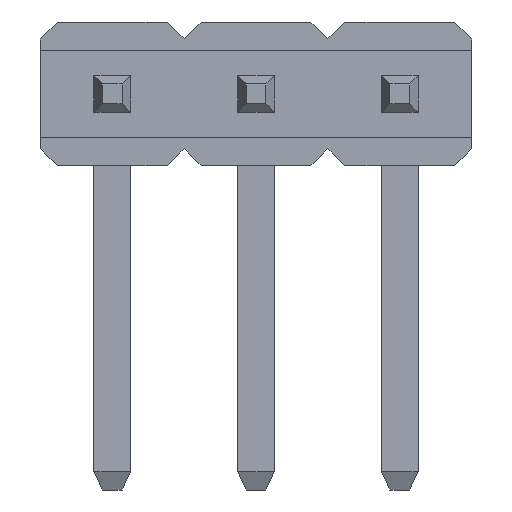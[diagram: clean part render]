
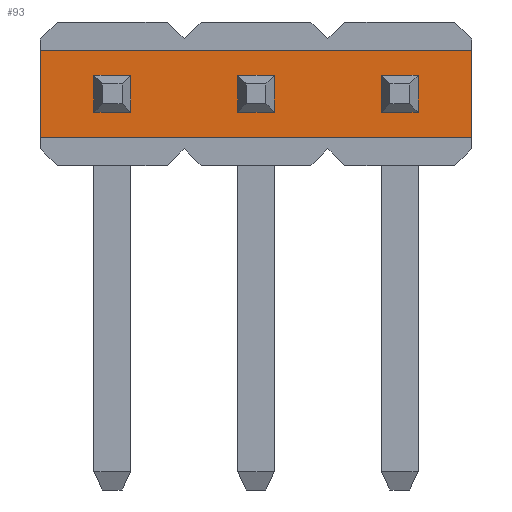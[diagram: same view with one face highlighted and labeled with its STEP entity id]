
A CAD part, front view. The second image highlights one B-rep face of the part: STEP entity #93.
In plain terms, the highlighted planar face has unit normal (0, -1, 0).
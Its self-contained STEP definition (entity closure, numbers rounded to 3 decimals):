
#7 = VERTEX_POINT ( 'NONE', #910 ) ;
#8 = VERTEX_POINT ( 'NONE', #909 ) ;
#9 = ORIENTED_EDGE ( 'NONE', *, *, #22, .F. ) ;
#10 = ORIENTED_EDGE ( 'NONE', *, *, #29, .F. ) ;
#11 = EDGE_LOOP ( 'NONE', ( #9, #16, #13, #36 ) ) ;
#12 = VERTEX_POINT ( 'NONE', #908 ) ;
#13 = ORIENTED_EDGE ( 'NONE', *, *, #34, .F. ) ;
#14 = VERTEX_POINT ( 'NONE', #907 ) ;
#15 = EDGE_LOOP ( 'NONE', ( #69, #73, #76, #79 ) ) ;
#16 = ORIENTED_EDGE ( 'NONE', *, *, #40, .F. ) ;
#17 = VERTEX_POINT ( 'NONE', #906 ) ;
#22 = EDGE_CURVE ( 'NONE', #8, #7, #893, .T. ) ;
#23 = VERTEX_POINT ( 'NONE', #952 ) ;
#24 = EDGE_CURVE ( 'NONE', #23, #27, #951, .T. ) ;
#25 = EDGE_CURVE ( 'NONE', #12, #23, #947, .T. ) ;
#26 = ORIENTED_EDGE ( 'NONE', *, *, #25, .F. ) ;
#27 = VERTEX_POINT ( 'NONE', #943 ) ;
#28 = ORIENTED_EDGE ( 'NONE', *, *, #24, .F. ) ;
#29 = EDGE_CURVE ( 'NONE', #27, #14, #942, .T. ) ;
#31 = ORIENTED_EDGE ( 'NONE', *, *, #32, .F. ) ;
#32 = EDGE_CURVE ( 'NONE', #14, #12, #937, .T. ) ;
#34 = EDGE_CURVE ( 'NONE', #35, #17, #970, .T. ) ;
#35 = VERTEX_POINT ( 'NONE', #966 ) ;
#36 = ORIENTED_EDGE ( 'NONE', *, *, #37, .F. ) ;
#37 = EDGE_CURVE ( 'NONE', #7, #35, #965, .T. ) ;
#38 = ORIENTED_EDGE ( 'NONE', *, *, #41, .F. ) ;
#40 = EDGE_CURVE ( 'NONE', #17, #8, #961, .T. ) ;
#41 = EDGE_CURVE ( 'NONE', #83, #68, #957, .T. ) ;
#54 = ORIENTED_EDGE ( 'NONE', *, *, #82, .F. ) ;
#68 = VERTEX_POINT ( 'NONE', #1065 ) ;
#69 = ORIENTED_EDGE ( 'NONE', *, *, #70, .F. ) ;
#70 = EDGE_CURVE ( 'NONE', #71, #72, #1064, .T. ) ;
#71 = VERTEX_POINT ( 'NONE', #1060 ) ;
#72 = VERTEX_POINT ( 'NONE', #1059 ) ;
#73 = ORIENTED_EDGE ( 'NONE', *, *, #74, .F. ) ;
#74 = EDGE_CURVE ( 'NONE', #75, #71, #1058, .T. ) ;
#75 = VERTEX_POINT ( 'NONE', #1054 ) ;
#76 = ORIENTED_EDGE ( 'NONE', *, *, #77, .T. ) ;
#77 = EDGE_CURVE ( 'NONE', #75, #78, #1053, .T. ) ;
#78 = VERTEX_POINT ( 'NONE', #1049 ) ;
#79 = ORIENTED_EDGE ( 'NONE', *, *, #80, .T. ) ;
#80 = EDGE_CURVE ( 'NONE', #78, #72, #1048, .T. ) ;
#81 = EDGE_LOOP ( 'NONE', ( #31, #10, #28, #26 ) ) ;
#82 = EDGE_CURVE ( 'NONE', #68, #85, #1044, .T. ) ;
#83 = VERTEX_POINT ( 'NONE', #1040 ) ;
#84 = VERTEX_POINT ( 'NONE', #1039 ) ;
#85 = VERTEX_POINT ( 'NONE', #1038 ) ;
#86 = EDGE_CURVE ( 'NONE', #84, #83, #1099, .T. ) ;
#87 = EDGE_CURVE ( 'NONE', #85, #84, #1095, .T. ) ;
#88 = ORIENTED_EDGE ( 'NONE', *, *, #87, .F. ) ;
#89 = ORIENTED_EDGE ( 'NONE', *, *, #86, .F. ) ;
#92 = EDGE_LOOP ( 'NONE', ( #89, #88, #54, #38 ) ) ;
#93 = ADVANCED_FACE ( 'NONE', ( #1085, #1084, #1083, #1082 ), #1130, .F. ) ;
#890 = DIRECTION ( 'NONE',  ( 0., 0., -1. ) ) ;
#891 = VECTOR ( 'NONE', #890, 1000. ) ;
#892 = CARTESIAN_POINT ( 'NONE',  ( 4.755, 0.44, 0.77 ) ) ;
#893 = LINE ( 'NONE', #892, #891 ) ;
#906 = CARTESIAN_POINT ( 'NONE',  ( 5.405, 0.44, 0.325 ) ) ;
#907 = CARTESIAN_POINT ( 'NONE',  ( -0.325, 0.44, 0.325 ) ) ;
#908 = CARTESIAN_POINT ( 'NONE',  ( -0.325, 0.44, -0.325 ) ) ;
#909 = CARTESIAN_POINT ( 'NONE',  ( 4.755, 0.44, 0.325 ) ) ;
#910 = CARTESIAN_POINT ( 'NONE',  ( 4.755, 0.44, -0.325 ) ) ;
#934 = DIRECTION ( 'NONE',  ( 0., 0., -1. ) ) ;
#935 = VECTOR ( 'NONE', #934, 1000. ) ;
#936 = CARTESIAN_POINT ( 'NONE',  ( -0.325, 0.44, 0.77 ) ) ;
#937 = LINE ( 'NONE', #936, #935 ) ;
#939 = DIRECTION ( 'NONE',  ( -1., 0., 0. ) ) ;
#940 = VECTOR ( 'NONE', #939, 1000. ) ;
#941 = CARTESIAN_POINT ( 'NONE',  ( -1.27, 0.44, 0.325 ) ) ;
#942 = LINE ( 'NONE', #941, #940 ) ;
#943 = CARTESIAN_POINT ( 'NONE',  ( 0.325, 0.44, 0.325 ) ) ;
#944 = DIRECTION ( 'NONE',  ( 1., 0., 0. ) ) ;
#945 = VECTOR ( 'NONE', #944, 1000. ) ;
#946 = CARTESIAN_POINT ( 'NONE',  ( -1.27, 0.44, -0.325 ) ) ;
#947 = LINE ( 'NONE', #946, #945 ) ;
#948 = DIRECTION ( 'NONE',  ( 0., 0., 1. ) ) ;
#949 = VECTOR ( 'NONE', #948, 1000. ) ;
#950 = CARTESIAN_POINT ( 'NONE',  ( 0.325, 0.44, 0.77 ) ) ;
#951 = LINE ( 'NONE', #950, #949 ) ;
#952 = CARTESIAN_POINT ( 'NONE',  ( 0.325, 0.44, -0.325 ) ) ;
#953 = DIRECTION ( 'NONE',  ( 1., 0., 0. ) ) ;
#954 = VECTOR ( 'NONE', #953, 1000. ) ;
#955 = CARTESIAN_POINT ( 'NONE',  ( -1.27, 0.44, -0.325 ) ) ;
#957 = LINE ( 'NONE', #955, #954 ) ;
#958 = DIRECTION ( 'NONE',  ( -1., 0., 0. ) ) ;
#959 = VECTOR ( 'NONE', #958, 1000. ) ;
#960 = CARTESIAN_POINT ( 'NONE',  ( -1.27, 0.44, 0.325 ) ) ;
#961 = LINE ( 'NONE', #960, #959 ) ;
#962 = DIRECTION ( 'NONE',  ( 1., 0., 0. ) ) ;
#963 = VECTOR ( 'NONE', #962, 1000. ) ;
#964 = CARTESIAN_POINT ( 'NONE',  ( -1.27, 0.44, -0.325 ) ) ;
#965 = LINE ( 'NONE', #964, #963 ) ;
#966 = CARTESIAN_POINT ( 'NONE',  ( 5.405, 0.44, -0.325 ) ) ;
#967 = DIRECTION ( 'NONE',  ( 0., 0., 1. ) ) ;
#968 = VECTOR ( 'NONE', #967, 1000. ) ;
#969 = CARTESIAN_POINT ( 'NONE',  ( 5.405, 0.44, 0.77 ) ) ;
#970 = LINE ( 'NONE', #969, #968 ) ;
#1038 = CARTESIAN_POINT ( 'NONE',  ( 2.865, 0.44, 0.325 ) ) ;
#1039 = CARTESIAN_POINT ( 'NONE',  ( 2.215, 0.44, 0.325 ) ) ;
#1040 = CARTESIAN_POINT ( 'NONE',  ( 2.215, 0.44, -0.325 ) ) ;
#1041 = DIRECTION ( 'NONE',  ( 0., 0., 1. ) ) ;
#1042 = VECTOR ( 'NONE', #1041, 1000. ) ;
#1043 = CARTESIAN_POINT ( 'NONE',  ( 2.865, 0.44, 0.77 ) ) ;
#1044 = LINE ( 'NONE', #1043, #1042 ) ;
#1045 = DIRECTION ( 'NONE',  ( 0., 0., 1. ) ) ;
#1046 = VECTOR ( 'NONE', #1045, 1000. ) ;
#1047 = CARTESIAN_POINT ( 'NONE',  ( 6.35, 0.44, 0.77 ) ) ;
#1048 = LINE ( 'NONE', #1047, #1046 ) ;
#1049 = CARTESIAN_POINT ( 'NONE',  ( 6.35, 0.44, -0.77 ) ) ;
#1050 = DIRECTION ( 'NONE',  ( 1., 0., 0. ) ) ;
#1051 = VECTOR ( 'NONE', #1050, 1000. ) ;
#1052 = CARTESIAN_POINT ( 'NONE',  ( -1.27, 0.44, -0.77 ) ) ;
#1053 = LINE ( 'NONE', #1052, #1051 ) ;
#1054 = CARTESIAN_POINT ( 'NONE',  ( -1.27, 0.44, -0.77 ) ) ;
#1055 = DIRECTION ( 'NONE',  ( 0., 0., 1. ) ) ;
#1056 = VECTOR ( 'NONE', #1055, 1000. ) ;
#1057 = CARTESIAN_POINT ( 'NONE',  ( -1.27, 0.44, 0.77 ) ) ;
#1058 = LINE ( 'NONE', #1057, #1056 ) ;
#1059 = CARTESIAN_POINT ( 'NONE',  ( 6.35, 0.44, 0.77 ) ) ;
#1060 = CARTESIAN_POINT ( 'NONE',  ( -1.27, 0.44, 0.77 ) ) ;
#1061 = DIRECTION ( 'NONE',  ( 1., 0., 0. ) ) ;
#1062 = VECTOR ( 'NONE', #1061, 1000. ) ;
#1063 = CARTESIAN_POINT ( 'NONE',  ( -1.27, 0.44, 0.77 ) ) ;
#1064 = LINE ( 'NONE', #1063, #1062 ) ;
#1065 = CARTESIAN_POINT ( 'NONE',  ( 2.865, 0.44, -0.325 ) ) ;
#1082 = FACE_BOUND ( 'NONE', #11, .T. ) ;
#1083 = FACE_BOUND ( 'NONE', #81, .T. ) ;
#1084 = FACE_OUTER_BOUND ( 'NONE', #15, .T. ) ;
#1085 = FACE_BOUND ( 'NONE', #92, .T. ) ;
#1092 = DIRECTION ( 'NONE',  ( -1., 0., 0. ) ) ;
#1093 = VECTOR ( 'NONE', #1092, 1000. ) ;
#1094 = CARTESIAN_POINT ( 'NONE',  ( -1.27, 0.44, 0.325 ) ) ;
#1095 = LINE ( 'NONE', #1094, #1093 ) ;
#1096 = DIRECTION ( 'NONE',  ( 0., 0., -1. ) ) ;
#1097 = VECTOR ( 'NONE', #1096, 1000. ) ;
#1098 = CARTESIAN_POINT ( 'NONE',  ( 2.215, 0.44, 0.77 ) ) ;
#1099 = LINE ( 'NONE', #1098, #1097 ) ;
#1125 = DIRECTION ( 'NONE',  ( 0., 0., 1. ) ) ;
#1126 = DIRECTION ( 'NONE',  ( 0., 1., 0. ) ) ;
#1127 = CARTESIAN_POINT ( 'NONE',  ( -1.27, 0.44, 0.77 ) ) ;
#1128 = AXIS2_PLACEMENT_3D ( 'NONE', #1127, #1126, #1125 ) ;
#1130 = PLANE ( 'NONE',  #1128 ) ;
